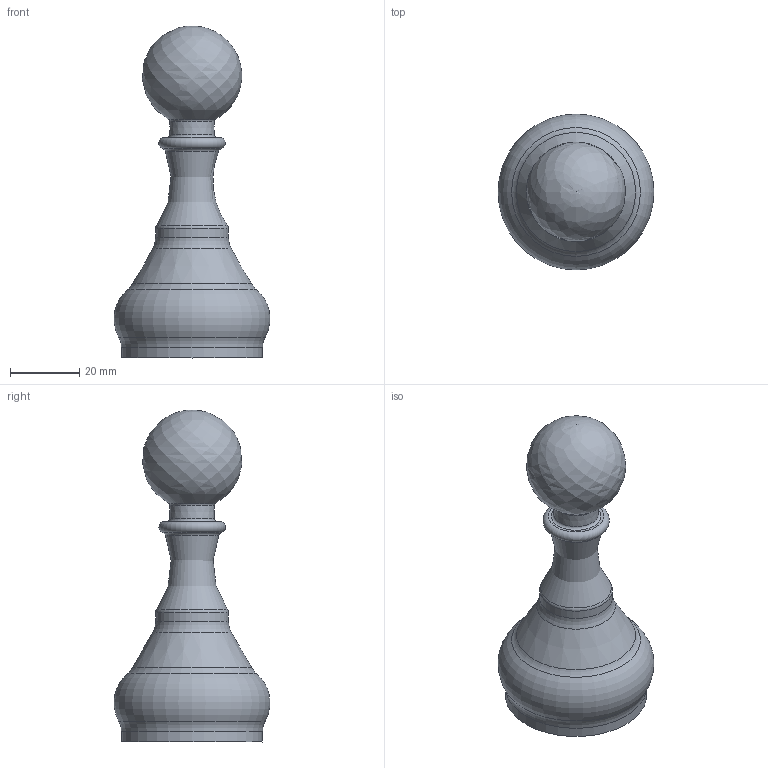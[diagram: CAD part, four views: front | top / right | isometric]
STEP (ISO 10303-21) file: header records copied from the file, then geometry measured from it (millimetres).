
FILE_DESCRIPTION(/* description */ (''),/* implementation_level */ '2;1');
FILE_NAME(/* name */ 'CP.step',/* time_stamp */ '2023-04-09T16:50:38-04:00',/* author */ (''),/* organization */ (''),/* preprocessor_version */ 'ST-DEVELOPER v19.2',/* originating_system */ 'Autodesk Translation Framework v12.4.0.73',/* authorisation */ '');
FILE_SCHEMA (('AUTOMOTIVE_DESIGN { 1 0 10303 214 3 1 1 }'));
Length unit declared in the file: millimetre
Products named in the file (1): (Unsaved)
Bounding box: 44.95 x 44.95 x 95.7 mm (x, y, z)
Volume: 55894.4 mm3; surface area: 9903.2 mm2
Topology: 1 solids, 1 shells, 17 faces, 44 edges, 27 vertices
Faces by surface type: torus 10, cone 6, bspline 1
Entity records: 608 total; most frequent: CARTESIAN_POINT 131, DIRECTION 112, ORIENTED_EDGE 84, AXIS2_PLACEMENT_3D 53, EDGE_CURVE 42, CIRCLE 36, VERTEX_POINT 27, FACE_OUTER_BOUND 17
